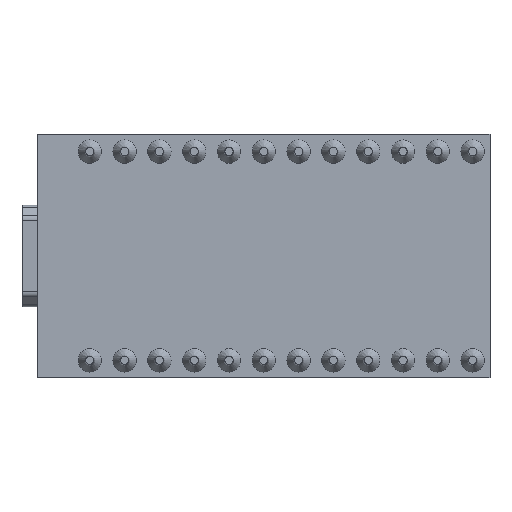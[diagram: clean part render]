
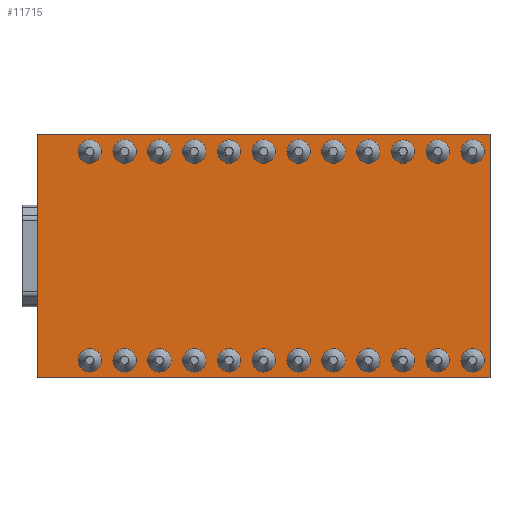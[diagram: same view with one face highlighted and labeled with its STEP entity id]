
A CAD part, top view. The second image highlights one B-rep face of the part: STEP entity #11715.
In plain terms, the highlighted planar face has unit normal (0, 0, 1).
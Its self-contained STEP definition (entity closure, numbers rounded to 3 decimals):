
#11595 = EDGE_CURVE('',#11596,#11598,#11600,.T.);
#11596 = VERTEX_POINT('',#11597);
#11597 = CARTESIAN_POINT('',(33.02,8.89,3.5));
#11598 = VERTEX_POINT('',#11599);
#11599 = CARTESIAN_POINT('',(33.02,-8.89,3.5));
#11600 = LINE('',#11601,#11602);
#11601 = CARTESIAN_POINT('',(33.02,8.89,3.5));
#11602 = VECTOR('',#11603,1.);
#11603 = DIRECTION('',(0.,-1.,0.));
#11635 = EDGE_CURVE('',#11636,#11596,#11638,.T.);
#11636 = VERTEX_POINT('',#11637);
#11637 = CARTESIAN_POINT('',(0.,8.89,3.5));
#11638 = LINE('',#11639,#11640);
#11639 = CARTESIAN_POINT('',(0.,8.89,3.5));
#11640 = VECTOR('',#11641,1.);
#11641 = DIRECTION('',(1.,0.,0.));
#11666 = EDGE_CURVE('',#11667,#11636,#11669,.T.);
#11667 = VERTEX_POINT('',#11668);
#11668 = CARTESIAN_POINT('',(0.,-8.89,3.5));
#11669 = LINE('',#11670,#11671);
#11670 = CARTESIAN_POINT('',(0.,-8.89,3.5));
#11671 = VECTOR('',#11672,1.);
#11672 = DIRECTION('',(0.,1.,0.));
#11697 = EDGE_CURVE('',#11598,#11667,#11698,.T.);
#11698 = LINE('',#11699,#11700);
#11699 = CARTESIAN_POINT('',(33.02,-8.89,3.5));
#11700 = VECTOR('',#11701,1.);
#11701 = DIRECTION('',(-1.,0.,0.));
#11715 = ADVANCED_FACE('',(#11716),#11722,.T.);
#11716 = FACE_BOUND('',#11717,.T.);
#11717 = EDGE_LOOP('',(#11718,#11719,#11720,#11721));
#11718 = ORIENTED_EDGE('',*,*,#11697,.F.);
#11719 = ORIENTED_EDGE('',*,*,#11595,.F.);
#11720 = ORIENTED_EDGE('',*,*,#11635,.F.);
#11721 = ORIENTED_EDGE('',*,*,#11666,.F.);
#11722 = PLANE('',#11723);
#11723 = AXIS2_PLACEMENT_3D('',#11724,#11725,#11726);
#11724 = CARTESIAN_POINT('',(16.51,0.,3.5));
#11725 = DIRECTION('',(0.,0.,1.));
#11726 = DIRECTION('',(1.,0.,0.));
